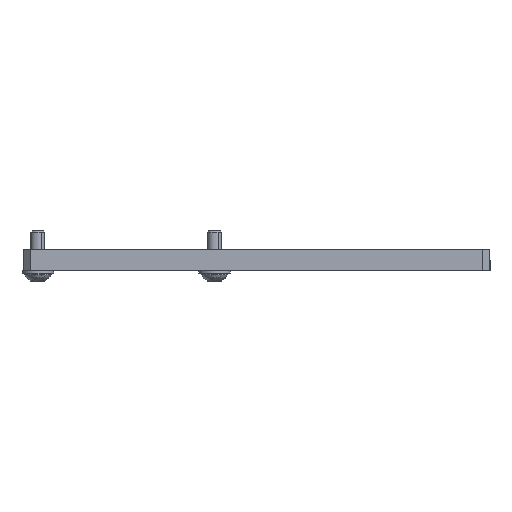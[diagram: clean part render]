
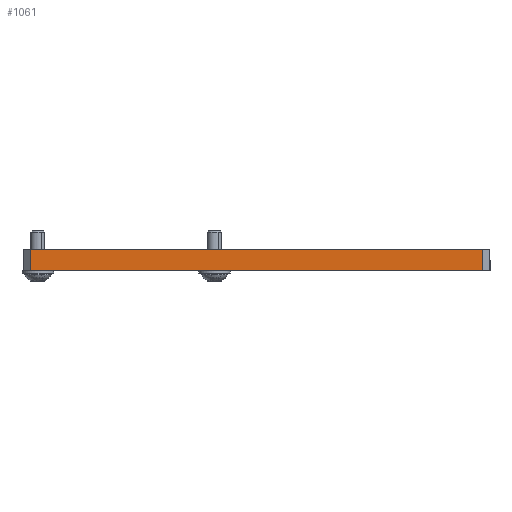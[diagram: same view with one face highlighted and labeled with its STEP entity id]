
A CAD part, left-side view. The second image highlights one B-rep face of the part: STEP entity #1061.
In plain terms, the highlighted face is planar.
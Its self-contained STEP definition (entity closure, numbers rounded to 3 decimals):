
#26 = EDGE_CURVE ( 'NONE', #491, #2353, #1770, .T. ) ;
#97 = VECTOR ( 'NONE', #2355, 1000. ) ;
#98 = DIRECTION ( 'NONE',  ( 0., 0., 1. ) ) ;
#162 = CARTESIAN_POINT ( 'NONE',  ( 225.5, 0., -130. ) ) ;
#198 = CARTESIAN_POINT ( 'NONE',  ( 225.5, 0., 0. ) ) ;
#282 = CARTESIAN_POINT ( 'NONE',  ( 225.5, -6., 0. ) ) ;
#298 = ORIENTED_EDGE ( 'NONE', *, *, #541, .T. ) ;
#313 = LINE ( 'NONE', #544, #97 ) ;
#326 = DIRECTION ( 'NONE',  ( -1., 0., 0. ) ) ;
#400 = VERTEX_POINT ( 'NONE', #792 ) ;
#478 = AXIS2_PLACEMENT_3D ( 'NONE', #2200, #326, #98 ) ;
#491 = VERTEX_POINT ( 'NONE', #2521 ) ;
#541 = EDGE_CURVE ( 'NONE', #1587, #400, #905, .T. ) ;
#544 = CARTESIAN_POINT ( 'NONE',  ( 225.5, -6., -2. ) ) ;
#551 = ORIENTED_EDGE ( 'NONE', *, *, #1224, .T. ) ;
#562 = FACE_OUTER_BOUND ( 'NONE', #2217, .T. ) ;
#592 = DIRECTION ( 'NONE',  ( 0., 0., -1. ) ) ;
#599 = VECTOR ( 'NONE', #592, 1000. ) ;
#603 = LINE ( 'NONE', #162, #1376 ) ;
#792 = CARTESIAN_POINT ( 'NONE',  ( 225.5, -6., -130. ) ) ;
#824 = VECTOR ( 'NONE', #921, 1000. ) ;
#905 = LINE ( 'NONE', #282, #824 ) ;
#921 = DIRECTION ( 'NONE',  ( 0., 0., -1. ) ) ;
#929 = PLANE ( 'NONE',  #478 ) ;
#1061 = ADVANCED_FACE ( 'NONE', ( #562 ), #929, .F. ) ;
#1224 = EDGE_CURVE ( 'NONE', #400, #2353, #603, .T. ) ;
#1244 = CARTESIAN_POINT ( 'NONE',  ( 225.5, 0., -130. ) ) ;
#1376 = VECTOR ( 'NONE', #2244, 1000. ) ;
#1411 = ORIENTED_EDGE ( 'NONE', *, *, #26, .F. ) ;
#1465 = EDGE_CURVE ( 'NONE', #491, #1587, #313, .T. ) ;
#1587 = VERTEX_POINT ( 'NONE', #1642 ) ;
#1642 = CARTESIAN_POINT ( 'NONE',  ( 225.5, -6., -2. ) ) ;
#1770 = LINE ( 'NONE', #198, #599 ) ;
#2156 = ORIENTED_EDGE ( 'NONE', *, *, #1465, .T. ) ;
#2200 = CARTESIAN_POINT ( 'NONE',  ( 225.5, -6., -132. ) ) ;
#2217 = EDGE_LOOP ( 'NONE', ( #298, #551, #1411, #2156 ) ) ;
#2244 = DIRECTION ( 'NONE',  ( 0., 1., 0. ) ) ;
#2353 = VERTEX_POINT ( 'NONE', #1244 ) ;
#2355 = DIRECTION ( 'NONE',  ( 0., -1., 0. ) ) ;
#2521 = CARTESIAN_POINT ( 'NONE',  ( 225.5, 0., -2. ) ) ;
